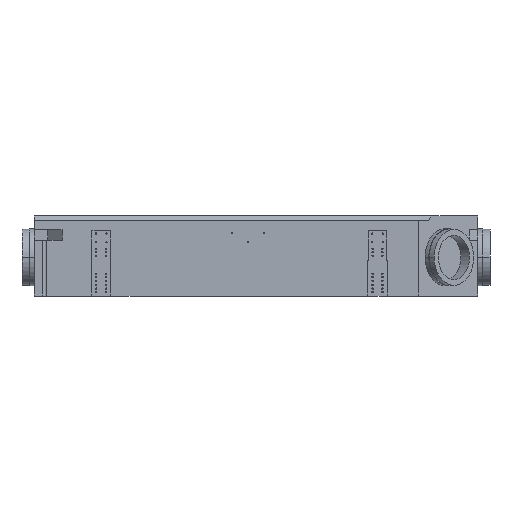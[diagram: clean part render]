
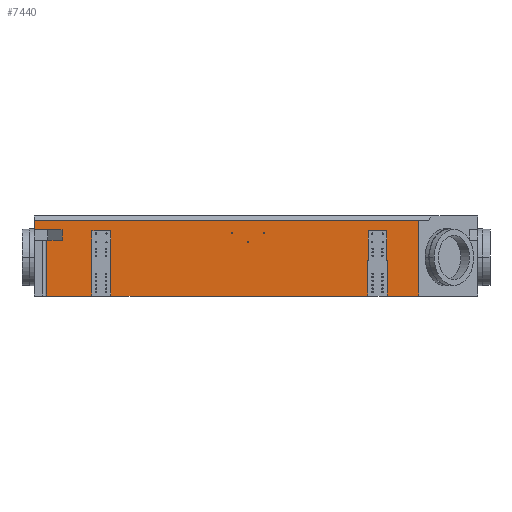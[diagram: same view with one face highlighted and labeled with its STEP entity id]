
A CAD part, left-side view. The second image highlights one B-rep face of the part: STEP entity #7440.
In plain terms, the highlighted planar face has unit normal (-1, 0, 0).
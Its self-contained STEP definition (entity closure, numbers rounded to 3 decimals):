
#2890=CARTESIAN_POINT('',(-816.,-1550.,-183.));
#2900=VERTEX_POINT('',#2890);
#2930=CARTESIAN_POINT('',(-816.,0.,-183.));
#2940=DIRECTION('',(0.,1.,0.));
#2950=VECTOR('',#2940,1.);
#2960=LINE('',#2930,#2950);
#2970=CARTESIAN_POINT('',(-816.,-1471.251,
-183.));
#2980=VERTEX_POINT('',#2970);
#2990=EDGE_CURVE('',#2900,#2980,#2960,.T.);
#5170=CARTESIAN_POINT('',(-816.,-471.215,
-179.));
#5180=DIRECTION('',(1.,0.,0.));
#5190=DIRECTION('',(0.,1.,0.));
#5200=AXIS2_PLACEMENT_3D('',#5170,#5180,#5190);
#5210=PLANE('',#5200);
#5220=CARTESIAN_POINT('',(-816.,-897.25,
-173.5));
#5230=DIRECTION('',(1.,0.,0.));
#5240=DIRECTION('',(0.,-1.,0.));
#5250=AXIS2_PLACEMENT_3D('',#5220,#5230,#5240);
#5260=CIRCLE('',#5250,1.85);
#5270=CARTESIAN_POINT('',(-816.,-899.1,
-173.5));
#5280=VERTEX_POINT('',#5270);
#5290=CARTESIAN_POINT('',(-816.,-895.4,
-173.5));
#5300=VERTEX_POINT('',#5290);
#5310=EDGE_CURVE('',#5280,#5300,#5260,.T.);
#5320=ORIENTED_EDGE('',*,*,#5310,.T.);
#5330=EDGE_CURVE('',#5300,#5280,#5260,.T.);
#5340=ORIENTED_EDGE('',*,*,#5330,.T.);
#5350=EDGE_LOOP('',(#5340,#5320));
#5360=FACE_BOUND('',#5350,.T.);
#5370=CARTESIAN_POINT('',(-816.,-942.25,
-148.5));
#5380=DIRECTION('',(1.,0.,0.));
#5390=DIRECTION('',(0.,-1.,0.));
#5400=AXIS2_PLACEMENT_3D('',#5370,#5380,#5390);
#5410=CIRCLE('',#5400,1.85);
#5420=CARTESIAN_POINT('',(-816.,-944.1,
-148.5));
#5430=VERTEX_POINT('',#5420);
#5440=CARTESIAN_POINT('',(-816.,-940.4,
-148.5));
#5450=VERTEX_POINT('',#5440);
#5460=EDGE_CURVE('',#5430,#5450,#5410,.T.);
#5470=ORIENTED_EDGE('',*,*,#5460,.T.);
#5480=EDGE_CURVE('',#5450,#5430,#5410,.T.);
#5490=ORIENTED_EDGE('',*,*,#5480,.T.);
#5500=EDGE_LOOP('',(#5490,#5470));
#5510=FACE_BOUND('',#5500,.T.);
#5520=CARTESIAN_POINT('',(-816.,-987.25,
-173.5));
#5530=DIRECTION('',(1.,0.,0.));
#5540=DIRECTION('',(0.,-1.,0.));
#5550=AXIS2_PLACEMENT_3D('',#5520,#5530,#5540);
#5560=CIRCLE('',#5550,1.85);
#5570=CARTESIAN_POINT('',(-816.,-989.1,
-173.5));
#5580=VERTEX_POINT('',#5570);
#5590=CARTESIAN_POINT('',(-816.,-985.4,
-173.5));
#5600=VERTEX_POINT('',#5590);
#5610=EDGE_CURVE('',#5580,#5600,#5560,.T.);
#5620=ORIENTED_EDGE('',*,*,#5610,.T.);
#5630=EDGE_CURVE('',#5600,#5580,#5560,.T.);
#5640=ORIENTED_EDGE('',*,*,#5630,.T.);
#5650=EDGE_LOOP('',(#5640,#5620));
#5660=FACE_BOUND('',#5650,.T.);
#5670=CARTESIAN_POINT('',(-816.,-1471.251,0.));
#5680=DIRECTION('',(0.,0.,1.));
#5690=VECTOR('',#5680,1.);
#5700=LINE('',#5670,#5690);
#5710=CARTESIAN_POINT('',(-816.,-1471.251,
-154.));
#5720=VERTEX_POINT('',#5710);
#5730=EDGE_CURVE('',#2980,#5720,#5700,.T.);
#5740=ORIENTED_EDGE('',*,*,#5730,.T.);
#5750=ORIENTED_EDGE('',*,*,#2990,.T.);
#5760=CARTESIAN_POINT('',(-816.,-1550.,0.));
#5770=DIRECTION('',(0.,0.,-1.));
#5780=VECTOR('',#5770,1.);
#5790=LINE('',#5760,#5780);
#5800=CARTESIAN_POINT('',(-816.,-1550.,-210.5));
#5810=VERTEX_POINT('',#5800);
#5820=EDGE_CURVE('',#2900,#5810,#5790,.T.);
#5830=ORIENTED_EDGE('',*,*,#5820,.F.);
#5840=CARTESIAN_POINT('',(-816.,0.,-210.5));
#5850=DIRECTION('',(0.,1.,0.));
#5860=VECTOR('',#5850,1.);
#5870=LINE('',#5840,#5860);
#5880=CARTESIAN_POINT('',(-816.,-457.717,
-210.5));
#5890=VERTEX_POINT('',#5880);
#5900=EDGE_CURVE('',#5810,#5890,#5870,.T.);
#5910=ORIENTED_EDGE('',*,*,#5900,.F.);
#5920=CARTESIAN_POINT('',(-816.,-457.717,0.));
#5930=DIRECTION('',(0.,0.,1.));
#5940=VECTOR('',#5930,1.);
#5950=LINE('',#5920,#5940);
#5960=CARTESIAN_POINT('',(-816.,-457.717,
5.));
#5970=VERTEX_POINT('',#5960);
#5980=EDGE_CURVE('',#5890,#5970,#5950,.T.);
#5990=ORIENTED_EDGE('',*,*,#5980,.F.);
#6000=CARTESIAN_POINT('',(-816.,0.,5.));
#6010=DIRECTION('',(0.,-1.,0.));
#6020=VECTOR('',#6010,1.);
#6030=LINE('',#6000,#6020);
#6040=CARTESIAN_POINT('',(-816.,-547.25,
5.));
#6050=VERTEX_POINT('',#6040);
#6060=EDGE_CURVE('',#5970,#6050,#6030,.T.);
#6070=ORIENTED_EDGE('',*,*,#6060,.F.);
#6080=CARTESIAN_POINT('',(-816.,-547.25,0.));
#6090=DIRECTION('',(0.,0.,-1.));
#6100=VECTOR('',#6090,1.);
#6110=LINE('',#6080,#6100);
#6120=CARTESIAN_POINT('',(-816.,-547.25,
-95.5));
#6130=VERTEX_POINT('',#6120);
#6140=EDGE_CURVE('',#6050,#6130,#6110,.T.);
#6150=ORIENTED_EDGE('',*,*,#6140,.F.);
#6160=CARTESIAN_POINT('',(-816.,0.,-95.5));
#6170=DIRECTION('',(0.,-1.,0.));
#6180=VECTOR('',#6170,1.);
#6190=LINE('',#6160,#6180);
#6200=CARTESIAN_POINT('',(-816.,-548.25,
-95.5));
#6210=VERTEX_POINT('',#6200);
#6220=EDGE_CURVE('',#6130,#6210,#6190,.T.);
#6230=ORIENTED_EDGE('',*,*,#6220,.F.);
#6240=CARTESIAN_POINT('',(-816.,-548.25,0.));
#6250=DIRECTION('',(0.,0.,-1.));
#6260=VECTOR('',#6250,1.);
#6270=LINE('',#6240,#6260);
#6280=CARTESIAN_POINT('',(-816.,-548.25,
-180.5));
#6290=VERTEX_POINT('',#6280);
#6300=EDGE_CURVE('',#6210,#6290,#6270,.T.);
#6310=ORIENTED_EDGE('',*,*,#6300,.F.);
#6320=CARTESIAN_POINT('',(-816.,0.,-180.5));
#6330=DIRECTION('',(0.,-1.,0.));
#6340=VECTOR('',#6330,1.);
#6350=LINE('',#6320,#6340);
#6360=CARTESIAN_POINT('',(-816.,-601.25,
-180.5));
#6370=VERTEX_POINT('',#6360);
#6380=EDGE_CURVE('',#6290,#6370,#6350,.T.);
#6390=ORIENTED_EDGE('',*,*,#6380,.F.);
#6400=CARTESIAN_POINT('',(-816.,-601.25,0.));
#6410=DIRECTION('',(0.,0.,1.));
#6420=VECTOR('',#6410,1.);
#6430=LINE('',#6400,#6420);
#6440=CARTESIAN_POINT('',(-816.,-601.25,
-95.5));
#6450=VERTEX_POINT('',#6440);
#6460=EDGE_CURVE('',#6370,#6450,#6430,.T.);
#6470=ORIENTED_EDGE('',*,*,#6460,.F.);
#6480=CARTESIAN_POINT('',(-816.,0.,-95.5));
#6490=DIRECTION('',(0.,-1.,0.));
#6500=VECTOR('',#6490,1.);
#6510=LINE('',#6480,#6500);
#6520=CARTESIAN_POINT('',(-816.,-602.25,
-95.5));
#6530=VERTEX_POINT('',#6520);
#6540=EDGE_CURVE('',#6450,#6530,#6510,.T.);
#6550=ORIENTED_EDGE('',*,*,#6540,.F.);
#6560=CARTESIAN_POINT('',(-816.,-602.25,0.));
#6570=DIRECTION('',(0.,0.,1.));
#6580=VECTOR('',#6570,1.);
#6590=LINE('',#6560,#6580);
#6600=CARTESIAN_POINT('',(-816.,-602.25,
5.));
#6610=VERTEX_POINT('',#6600);
#6620=EDGE_CURVE('',#6530,#6610,#6590,.T.);
#6630=ORIENTED_EDGE('',*,*,#6620,.F.);
#6640=CARTESIAN_POINT('',(-816.,-1332.25,5.));
#6650=VERTEX_POINT('',#6640);
#6660=EDGE_CURVE('',#6610,#6650,#6030,.T.);
#6670=ORIENTED_EDGE('',*,*,#6660,.F.);
#6680=CARTESIAN_POINT('',(-816.,-1332.25,0.));
#6690=DIRECTION('',(0.,0.,-1.));
#6700=VECTOR('',#6690,1.);
#6710=LINE('',#6680,#6700);
#6720=CARTESIAN_POINT('',(-816.,-1332.25,-95.5));
#6730=VERTEX_POINT('',#6720);
#6740=EDGE_CURVE('',#6650,#6730,#6710,.T.);
#6750=ORIENTED_EDGE('',*,*,#6740,.F.);
#6760=CARTESIAN_POINT('',(-816.,0.,-95.5));
#6770=DIRECTION('',(0.,-1.,0.));
#6780=VECTOR('',#6770,1.);
#6790=LINE('',#6760,#6780);
#6800=CARTESIAN_POINT('',(-816.,-1333.25,-95.5));
#6810=VERTEX_POINT('',#6800);
#6820=EDGE_CURVE('',#6730,#6810,#6790,.T.);
#6830=ORIENTED_EDGE('',*,*,#6820,.F.);
#6840=CARTESIAN_POINT('',(-816.,-1333.25,0.));
#6850=DIRECTION('',(0.,0.,-1.));
#6860=VECTOR('',#6850,1.);
#6870=LINE('',#6840,#6860);
#6880=CARTESIAN_POINT('',(-816.,-1333.25,-180.5))
;
#6890=VERTEX_POINT('',#6880);
#6900=EDGE_CURVE('',#6810,#6890,#6870,.T.);
#6910=ORIENTED_EDGE('',*,*,#6900,.F.);
#6920=CARTESIAN_POINT('',(-816.,0.,-180.5));
#6930=DIRECTION('',(0.,-1.,0.));
#6940=VECTOR('',#6930,1.);
#6950=LINE('',#6920,#6940);
#6960=CARTESIAN_POINT('',(-816.,-1386.25,-180.5))
;
#6970=VERTEX_POINT('',#6960);
#6980=EDGE_CURVE('',#6890,#6970,#6950,.T.);
#6990=ORIENTED_EDGE('',*,*,#6980,.F.);
#7000=CARTESIAN_POINT('',(-816.,-1386.25,0.));
#7010=DIRECTION('',(0.,0.,1.));
#7020=VECTOR('',#7010,1.);
#7030=LINE('',#7000,#7020);
#7040=CARTESIAN_POINT('',(-816.,-1386.25,-95.5));
#7050=VERTEX_POINT('',#7040);
#7060=EDGE_CURVE('',#6970,#7050,#7030,.T.);
#7070=ORIENTED_EDGE('',*,*,#7060,.F.);
#7080=CARTESIAN_POINT('',(-816.,0.,-95.5));
#7090=DIRECTION('',(0.,-1.,0.));
#7100=VECTOR('',#7090,1.);
#7110=LINE('',#7080,#7100);
#7120=CARTESIAN_POINT('',(-816.,-1387.25,-95.5));
#7130=VERTEX_POINT('',#7120);
#7140=EDGE_CURVE('',#7050,#7130,#7110,.T.);
#7150=ORIENTED_EDGE('',*,*,#7140,.F.);
#7160=CARTESIAN_POINT('',(-816.,-1387.25,0.));
#7170=DIRECTION('',(0.,0.,1.));
#7180=VECTOR('',#7170,1.);
#7190=LINE('',#7160,#7180);
#7200=CARTESIAN_POINT('',(-816.,-1387.25,5.));
#7210=VERTEX_POINT('',#7200);
#7220=EDGE_CURVE('',#7130,#7210,#7190,.T.);
#7230=ORIENTED_EDGE('',*,*,#7220,.F.);
#7240=CARTESIAN_POINT('',(-816.,-1514.,5.));
#7250=VERTEX_POINT('',#7240);
#7260=EDGE_CURVE('',#7210,#7250,#6030,.T.);
#7270=ORIENTED_EDGE('',*,*,#7260,.F.);
#7280=CARTESIAN_POINT('',(-816.,-1514.,5.));
#7290=DIRECTION('',(0.,0.,-1.));
#7300=VECTOR('',#7290,1.);
#7310=LINE('',#7280,#7300);
#7320=CARTESIAN_POINT('',(-816.,-1514.,-154.));
#7330=VERTEX_POINT('',#7320);
#7340=EDGE_CURVE('',#7250,#7330,#7310,.T.);
#7350=ORIENTED_EDGE('',*,*,#7340,.F.);
#7360=CARTESIAN_POINT('',(-816.,0.,-154.));
#7370=DIRECTION('',(0.,1.,0.));
#7380=VECTOR('',#7370,1.);
#7390=LINE('',#7360,#7380);
#7400=EDGE_CURVE('',#7330,#5720,#7390,.T.);
#7410=ORIENTED_EDGE('',*,*,#7400,.F.);
#7420=EDGE_LOOP('',(#7410,#7350,#7270,#7230,#7150,#7070,#6990,#6910,
#6830,#6750,#6670,#6630,#6550,#6470,#6390,#6310,#6230,#6150,#6070,#5990,
#5910,#5830,#5750,#5740));
#7430=FACE_OUTER_BOUND('',#7420,.T.);
#7440=ADVANCED_FACE('',(#5360,#5510,#5660,#7430),#5210,.F.);
